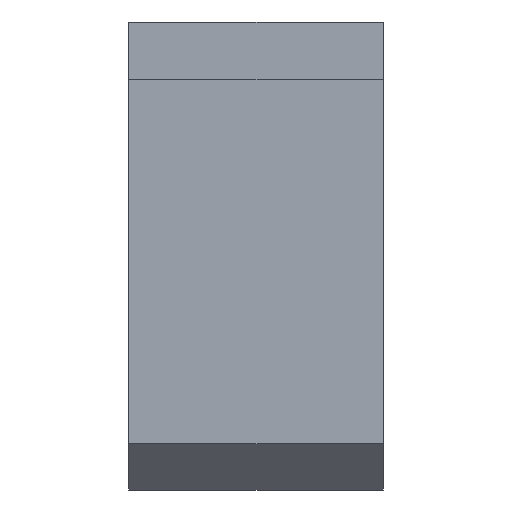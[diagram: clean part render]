
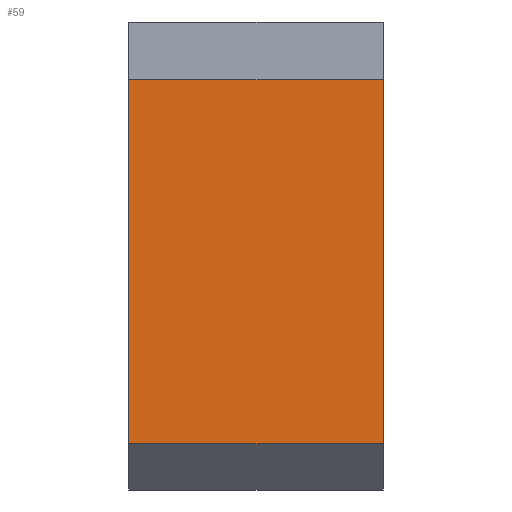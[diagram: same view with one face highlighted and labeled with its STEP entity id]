
A CAD part, front view. The second image highlights one B-rep face of the part: STEP entity #59.
In plain terms, the highlighted planar face has unit normal (0, -1, 0).
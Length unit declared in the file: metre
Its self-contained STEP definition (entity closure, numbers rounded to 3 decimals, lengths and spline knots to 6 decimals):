
#59 = ADVANCED_FACE( '', ( #125 ), #126, .F. );
#125 = FACE_OUTER_BOUND( '', #186, .T. );
#126 = PLANE( '', #187 );
#186 = EDGE_LOOP( '', ( #294, #295, #296, #297 ) );
#187 = AXIS2_PLACEMENT_3D( '', #298, #299, #300 );
#294 = ORIENTED_EDGE( '', *, *, #336, .T. );
#295 = ORIENTED_EDGE( '', *, *, #354, .F. );
#296 = ORIENTED_EDGE( '', *, *, #371, .F. );
#297 = ORIENTED_EDGE( '', *, *, #378, .T. );
#298 = CARTESIAN_POINT( '', ( -0.022, -0.017, -0.0145 ) );
#299 = DIRECTION( '', ( 0., 1., 0. ) );
#300 = DIRECTION( '', ( 0., 0., 1. ) );
#336 = EDGE_CURVE( '', #390, #388, #391, .T. );
#354 = EDGE_CURVE( '', #419, #388, #421, .T. );
#371 = EDGE_CURVE( '', #446, #419, #448, .T. );
#378 = EDGE_CURVE( '', #446, #390, #455, .T. );
#388 = VERTEX_POINT( '', #466 );
#390 = VERTEX_POINT( '', #469 );
#391 = LINE( '', #470, #471 );
#419 = VERTEX_POINT( '', #510 );
#421 = LINE( '', #513, #514 );
#446 = VERTEX_POINT( '', #547 );
#448 = LINE( '', #550, #551 );
#455 = LINE( '', #560, #561 );
#466 = CARTESIAN_POINT( '', ( 0., -0.017, 0.017 ) );
#469 = CARTESIAN_POINT( '', ( 0., -0.017, -0.0145 ) );
#470 = CARTESIAN_POINT( '', ( 0., -0.017, -0.0145 ) );
#471 = VECTOR( '', #570, 1. );
#510 = CARTESIAN_POINT( '', ( -0.022, -0.017, 0.017 ) );
#513 = CARTESIAN_POINT( '', ( -0.022, -0.017, 0.017 ) );
#514 = VECTOR( '', #589, 1. );
#547 = CARTESIAN_POINT( '', ( -0.022, -0.017, -0.0145 ) );
#550 = CARTESIAN_POINT( '', ( -0.022, -0.017, -0.0145 ) );
#551 = VECTOR( '', #611, 1. );
#560 = CARTESIAN_POINT( '', ( -0.022, -0.017, -0.0145 ) );
#561 = VECTOR( '', #614, 1. );
#570 = DIRECTION( '', ( 0., 0., 1. ) );
#589 = DIRECTION( '', ( 1., 0., 0. ) );
#611 = DIRECTION( '', ( 0., 0., 1. ) );
#614 = DIRECTION( '', ( 1., 0., 0. ) );
